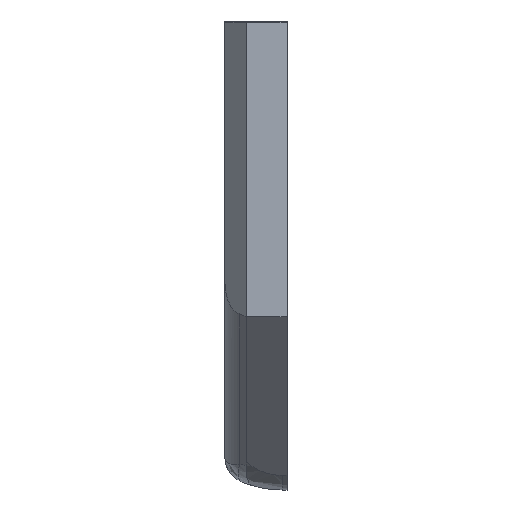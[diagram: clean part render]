
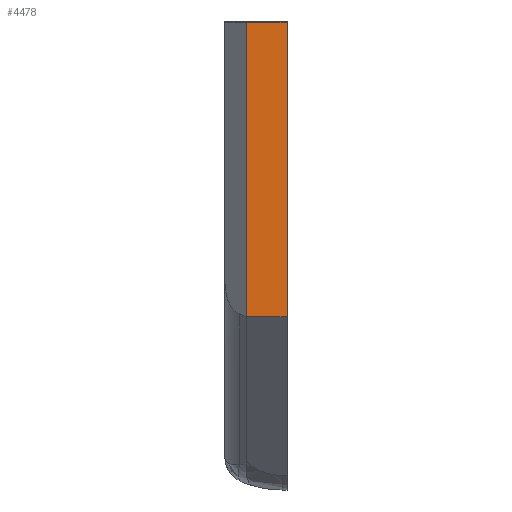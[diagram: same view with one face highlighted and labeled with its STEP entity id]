
A CAD part, front view. The second image highlights one B-rep face of the part: STEP entity #4478.
In plain terms, the highlighted planar face has unit normal (0, -1, 0).
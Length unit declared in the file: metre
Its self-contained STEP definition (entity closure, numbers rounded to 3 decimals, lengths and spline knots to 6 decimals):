
#287=LINE('',#6599,#720);
#392=LINE('',#6894,#825);
#393=LINE('',#6896,#826);
#394=LINE('',#6898,#827);
#720=VECTOR('',#5177,1.);
#825=VECTOR('',#5348,1.);
#826=VECTOR('',#5349,1.);
#827=VECTOR('',#5350,1.);
#1324=ORIENTED_EDGE('',*,*,#2664,.T.);
#1325=ORIENTED_EDGE('',*,*,#2534,.F.);
#1326=ORIENTED_EDGE('',*,*,#2665,.F.);
#1327=ORIENTED_EDGE('',*,*,#2666,.F.);
#2534=EDGE_CURVE('',#3209,#3210,#287,.T.);
#2664=EDGE_CURVE('',#3329,#3210,#392,.T.);
#2665=EDGE_CURVE('',#3330,#3209,#393,.T.);
#2666=EDGE_CURVE('',#3329,#3330,#394,.T.);
#3209=VERTEX_POINT('',#6598);
#3210=VERTEX_POINT('',#6600);
#3329=VERTEX_POINT('',#6895);
#3330=VERTEX_POINT('',#6897);
#3732=EDGE_LOOP('',(#1324,#1325,#1326,#1327));
#4041=FACE_BOUND('',#3732,.T.);
#4327=PLANE('',#4781);
#4478=ADVANCED_FACE('',(#4041),#4327,.F.);
#4781=AXIS2_PLACEMENT_3D('',#6893,#5346,#5347);
#5177=DIRECTION('',(0.,0.,-1.));
#5346=DIRECTION('',(0.,1.,0.));
#5347=DIRECTION('',(0.,0.,1.));
#5348=DIRECTION('',(1.,0.,0.));
#5349=DIRECTION('',(1.,0.,0.));
#5350=DIRECTION('',(0.,0.,1.));
#6598=CARTESIAN_POINT('',(-0.035,-0.533466,0.036124));
#6599=CARTESIAN_POINT('',(-0.035,-0.533466,-0.029597));
#6600=CARTESIAN_POINT('',(-0.035,-0.533466,-0.046663));
#6893=CARTESIAN_POINT('',(-0.0525,-0.533466,-0.029597));
#6894=CARTESIAN_POINT('',(-0.06,-0.533466,-0.046663));
#6895=CARTESIAN_POINT('',(-0.0465,-0.533466,-0.046663));
#6896=CARTESIAN_POINT('',(-0.0525,-0.533466,0.036124));
#6897=CARTESIAN_POINT('',(-0.0465,-0.533466,0.036124));
#6898=CARTESIAN_POINT('',(-0.0465,-0.533466,0.036124));
